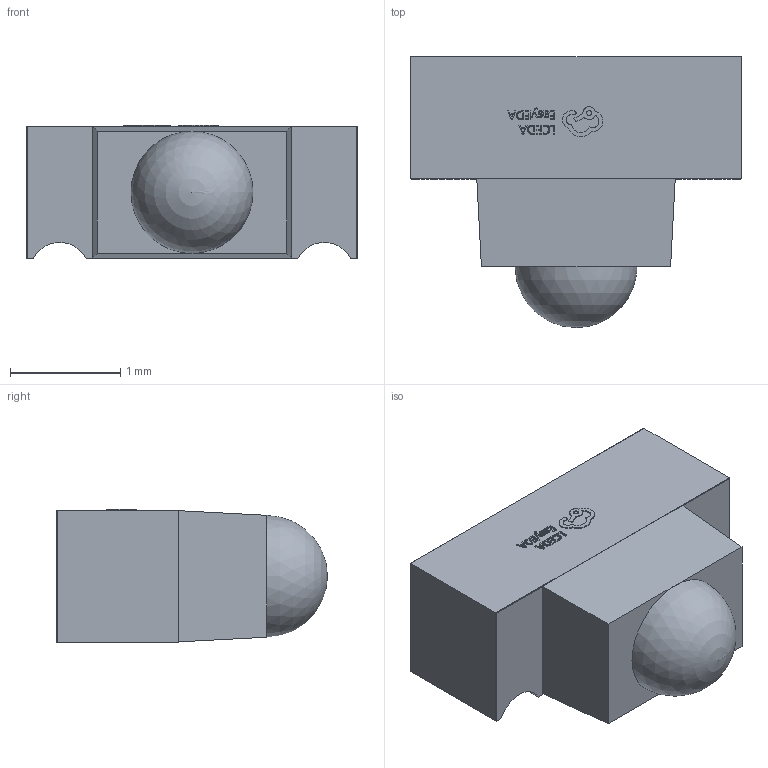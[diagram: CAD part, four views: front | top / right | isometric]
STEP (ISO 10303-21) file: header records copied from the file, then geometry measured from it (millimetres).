
FILE_DESCRIPTION (( 'STEP AP214' ), '1' );
FILE_NAME ('LED-SMD_L3.0-W2.7-H1.2.step', '2022-07-08T12:38:45', ( '' ), ( '' ), 'SwSTEP 2.0', 'SolidWorks 2020', '' );
FILE_SCHEMA (( 'AUTOMOTIVE_DESIGN' ));
Length unit declared in the file: millimetre
Products named in the file (1): LED-SMD_L3.0-W2.7-H1.2
Bounding box: 3 x 2.46 x 1.22 mm (x, y, z)
Volume: 5.8 mm3; surface area: 26.4 mm2
Topology: 2 solids, 2 shells, 323 faces, 880 edges, 586 vertices
Faces by surface type: plane 206, bspline 112, cylinder 4, sphere 1
Entity records: 14114 total; most frequent: CARTESIAN_POINT 3889, ORIENTED_EDGE 1754, DIRECTION 1083, EDGE_CURVE 877, LINE 639, VECTOR 639, VERTEX_POINT 584, EDGE_LOOP 349
